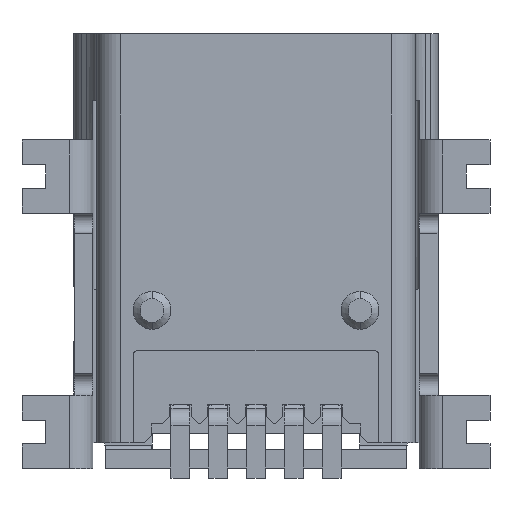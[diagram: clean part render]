
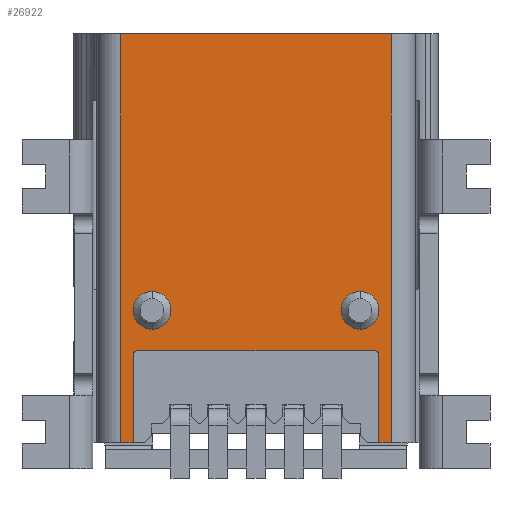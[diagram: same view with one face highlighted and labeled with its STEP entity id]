
A CAD part, front view. The second image highlights one B-rep face of the part: STEP entity #26922.
In plain terms, the highlighted planar face has unit normal (0, 1, 0).
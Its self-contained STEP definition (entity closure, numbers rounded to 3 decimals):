
#106 = VERTEX_POINT('',#107);
#107 = CARTESIAN_POINT('',(2.185,0.212,-1.882
    ));
#125 = VERTEX_POINT('',#126);
#126 = CARTESIAN_POINT('',(2.185,0.212,-1.082
    ));
#132 = EDGE_CURVE('',#106,#125,#133,.T.);
#133 = CIRCLE('',#134,0.4);
#134 = AXIS2_PLACEMENT_3D('',#135,#136,#137);
#135 = CARTESIAN_POINT('',(2.185,0.212,-1.482
    ));
#136 = DIRECTION('',(0.,1.,0.));
#137 = DIRECTION('',(0.,0.,-1.));
#148 = VERTEX_POINT('',#149);
#149 = CARTESIAN_POINT('',(-2.215,0.212,
    -1.882));
#167 = VERTEX_POINT('',#168);
#168 = CARTESIAN_POINT('',(-2.215,0.212,
    -1.082));
#174 = EDGE_CURVE('',#148,#167,#175,.T.);
#175 = CIRCLE('',#176,0.4);
#176 = AXIS2_PLACEMENT_3D('',#177,#178,#179);
#177 = CARTESIAN_POINT('',(-2.215,0.212,
    -1.482));
#178 = DIRECTION('',(0.,1.,0.));
#179 = DIRECTION('',(0.,0.,-1.));
#1573 = VERTEX_POINT('',#1574);
#1574 = CARTESIAN_POINT('',(2.585,0.212,
    -4.282));
#1580 = EDGE_CURVE('',#1581,#1573,#1583,.T.);
#1581 = VERTEX_POINT('',#1582);
#1582 = CARTESIAN_POINT('',(2.845,0.212,
    -4.282));
#1583 = LINE('',#1584,#1585);
#1584 = CARTESIAN_POINT('',(3.065,0.212,
    -4.282));
#1585 = VECTOR('',#1586,1.);
#1586 = DIRECTION('',(-1.,0.,0.));
#18781 = VERTEX_POINT('',#18782);
#18782 = CARTESIAN_POINT('',(-2.876,0.212,
    -4.282));
#18789 = EDGE_CURVE('',#18790,#18781,#18792,.T.);
#18790 = VERTEX_POINT('',#18791);
#18791 = CARTESIAN_POINT('',(-2.615,0.212,
    -4.282));
#18792 = LINE('',#18793,#18794);
#18793 = CARTESIAN_POINT('',(-3.095,0.212,
    -4.282));
#18794 = VECTOR('',#18795,1.);
#18795 = DIRECTION('',(-1.,0.,0.));
#24966 = VERTEX_POINT('',#24967);
#24967 = CARTESIAN_POINT('',(-2.876,0.212,
    4.368));
#24983 = EDGE_CURVE('',#24966,#18781,#24984,.T.);
#24984 = LINE('',#24985,#24986);
#24985 = CARTESIAN_POINT('',(-2.876,0.212,
    4.371));
#24986 = VECTOR('',#24987,1.);
#24987 = DIRECTION('',(0.,0.,-1.));
#24998 = EDGE_CURVE('',#18790,#24999,#25001,.T.);
#24999 = VERTEX_POINT('',#25000);
#25000 = CARTESIAN_POINT('',(-2.615,0.212,
    -2.432));
#25001 = LINE('',#25002,#25003);
#25002 = CARTESIAN_POINT('',(-2.615,0.212,
    0.043));
#25003 = VECTOR('',#25004,1.);
#25004 = DIRECTION('',(0.,0.,1.));
#25021 = EDGE_CURVE('',#24999,#25022,#25024,.T.);
#25022 = VERTEX_POINT('',#25023);
#25023 = CARTESIAN_POINT('',(-2.515,0.212,
    -2.332));
#25024 = CIRCLE('',#25025,0.1);
#25025 = AXIS2_PLACEMENT_3D('',#25026,#25027,#25028);
#25026 = CARTESIAN_POINT('',(-2.515,0.212,
    -2.432));
#25027 = DIRECTION('',(0.,1.,0.));
#25028 = DIRECTION('',(0.,0.,1.));
#25047 = EDGE_CURVE('',#25022,#25048,#25050,.T.);
#25048 = VERTEX_POINT('',#25049);
#25049 = CARTESIAN_POINT('',(2.485,0.212,
    -2.332));
#25050 = LINE('',#25051,#25052);
#25051 = CARTESIAN_POINT('',(-0.015,0.212,
    -2.332));
#25052 = VECTOR('',#25053,1.);
#25053 = DIRECTION('',(1.,0.,0.));
#25070 = EDGE_CURVE('',#25048,#25071,#25073,.T.);
#25071 = VERTEX_POINT('',#25072);
#25072 = CARTESIAN_POINT('',(2.585,0.212,
    -2.432));
#25073 = CIRCLE('',#25074,0.1);
#25074 = AXIS2_PLACEMENT_3D('',#25075,#25076,#25077);
#25075 = CARTESIAN_POINT('',(2.485,0.212,
    -2.432));
#25076 = DIRECTION('',(0.,1.,0.));
#25077 = DIRECTION('',(0.,0.,1.));
#25098 = EDGE_CURVE('',#25071,#1573,#25099,.T.);
#25099 = LINE('',#25100,#25101);
#25100 = CARTESIAN_POINT('',(2.585,0.212,
    0.043));
#25101 = VECTOR('',#25102,1.);
#25102 = DIRECTION('',(0.,0.,-1.));
#25115 = VERTEX_POINT('',#25116);
#25116 = CARTESIAN_POINT('',(2.845,0.212,
    4.368));
#25123 = EDGE_CURVE('',#1581,#25115,#25124,.T.);
#25124 = LINE('',#25125,#25126);
#25125 = CARTESIAN_POINT('',(2.845,0.212,
    4.371));
#25126 = VECTOR('',#25127,1.);
#25127 = DIRECTION('',(0.,0.,1.));
#25139 = EDGE_CURVE('',#167,#148,#25140,.T.);
#25140 = CIRCLE('',#25141,0.4);
#25141 = AXIS2_PLACEMENT_3D('',#25142,#25143,#25144);
#25142 = CARTESIAN_POINT('',(-2.215,0.212,
    -1.482));
#25143 = DIRECTION('',(0.,1.,0.));
#25144 = DIRECTION('',(0.,0.,-1.));
#25157 = EDGE_CURVE('',#125,#106,#25158,.T.);
#25158 = CIRCLE('',#25159,0.4);
#25159 = AXIS2_PLACEMENT_3D('',#25160,#25161,#25162);
#25160 = CARTESIAN_POINT('',(2.185,0.212,
    -1.482));
#25161 = DIRECTION('',(0.,1.,0.));
#25162 = DIRECTION('',(0.,0.,-1.));
#26922 = ADVANCED_FACE('',(#26923,#26927,#26931),#26948,.F.);
#26923 = FACE_BOUND('',#26924,.T.);
#26924 = EDGE_LOOP('',(#26925,#26926));
#26925 = ORIENTED_EDGE('',*,*,#132,.F.);
#26926 = ORIENTED_EDGE('',*,*,#25157,.F.);
#26927 = FACE_BOUND('',#26928,.T.);
#26928 = EDGE_LOOP('',(#26929,#26930));
#26929 = ORIENTED_EDGE('',*,*,#174,.F.);
#26930 = ORIENTED_EDGE('',*,*,#25139,.F.);
#26931 = FACE_BOUND('',#26932,.T.);
#26932 = EDGE_LOOP('',(#26933,#26934,#26935,#26936,#26937,#26938,#26939,
    #26940,#26941,#26942));
#26933 = ORIENTED_EDGE('',*,*,#25123,.F.);
#26934 = ORIENTED_EDGE('',*,*,#1580,.T.);
#26935 = ORIENTED_EDGE('',*,*,#25098,.F.);
#26936 = ORIENTED_EDGE('',*,*,#25070,.F.);
#26937 = ORIENTED_EDGE('',*,*,#25047,.F.);
#26938 = ORIENTED_EDGE('',*,*,#25021,.F.);
#26939 = ORIENTED_EDGE('',*,*,#24998,.F.);
#26940 = ORIENTED_EDGE('',*,*,#18789,.T.);
#26941 = ORIENTED_EDGE('',*,*,#24983,.F.);
#26942 = ORIENTED_EDGE('',*,*,#26943,.T.);
#26943 = EDGE_CURVE('',#24966,#25115,#26944,.T.);
#26944 = LINE('',#26945,#26946);
#26945 = CARTESIAN_POINT('',(-0.015,0.212,
    4.368));
#26946 = VECTOR('',#26947,1.);
#26947 = DIRECTION('',(1.,0.,0.));
#26948 = PLANE('',#26949);
#26949 = AXIS2_PLACEMENT_3D('',#26950,#26951,#26952);
#26950 = CARTESIAN_POINT('',(2.848,0.212,
    4.371));
#26951 = DIRECTION('',(-0.,-1.,-0.));
#26952 = DIRECTION('',(-1.,0.,0.));
